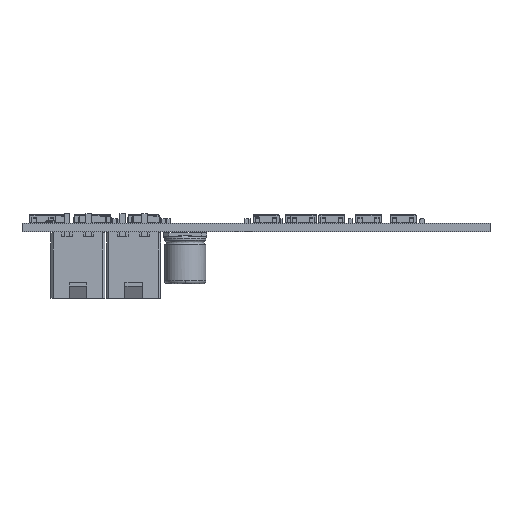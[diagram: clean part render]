
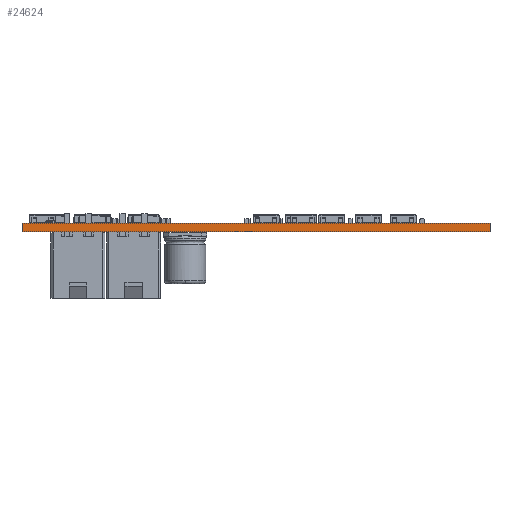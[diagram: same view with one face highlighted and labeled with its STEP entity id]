
A CAD part, left-side view. The second image highlights one B-rep face of the part: STEP entity #24624.
In plain terms, the highlighted planar face has unit normal (-1, 0, 0).
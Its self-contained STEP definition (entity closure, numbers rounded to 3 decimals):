
#23378 = PLANE('',#23379);
#23379 = AXIS2_PLACEMENT_3D('',#23380,#23381,#23382);
#23380 = CARTESIAN_POINT('',(-3.978,4.618,1.6));
#23381 = DIRECTION('',(0.,0.,1.));
#23382 = DIRECTION('',(1.,0.,0.));
#23406 = PLANE('',#23407);
#23407 = AXIS2_PLACEMENT_3D('',#23408,#23409,#23410);
#23408 = CARTESIAN_POINT('',(25.4,45.212,0.));
#23409 = DIRECTION('',(0.,-1.,0.));
#23410 = DIRECTION('',(-1.,0.,0.));
#23432 = PLANE('',#23433);
#23433 = AXIS2_PLACEMENT_3D('',#23434,#23435,#23436);
#23434 = CARTESIAN_POINT('',(-3.978,4.618,0.));
#23435 = DIRECTION('',(0.,0.,1.));
#23436 = DIRECTION('',(1.,0.,0.));
#23525 = VERTEX_POINT('',#23526);
#23526 = CARTESIAN_POINT('',(-25.4,45.212,1.6));
#23547 = EDGE_CURVE('',#23548,#23525,#23550,.T.);
#23548 = VERTEX_POINT('',#23549);
#23549 = CARTESIAN_POINT('',(-25.4,45.212,0.));
#23550 = SURFACE_CURVE('',#23551,(#23555,#23562),.PCURVE_S1.);
#23551 = LINE('',#23552,#23553);
#23552 = CARTESIAN_POINT('',(-25.4,45.212,0.));
#23553 = VECTOR('',#23554,1.);
#23554 = DIRECTION('',(0.,0.,1.));
#23555 = PCURVE('',#23406,#23556);
#23556 = DEFINITIONAL_REPRESENTATION('',(#23557),#23561);
#23557 = LINE('',#23558,#23559);
#23558 = CARTESIAN_POINT('',(50.8,0.));
#23559 = VECTOR('',#23560,1.);
#23560 = DIRECTION('',(0.,-1.));
#23561 = ( GEOMETRIC_REPRESENTATION_CONTEXT(2) 
PARAMETRIC_REPRESENTATION_CONTEXT() REPRESENTATION_CONTEXT('2D SPACE',''
  ) );
#23562 = PCURVE('',#23563,#23568);
#23563 = PLANE('',#23564);
#23564 = AXIS2_PLACEMENT_3D('',#23565,#23566,#23567);
#23565 = CARTESIAN_POINT('',(-25.4,45.212,0.));
#23566 = DIRECTION('',(1.,0.,0.));
#23567 = DIRECTION('',(0.,-1.,0.));
#23568 = DEFINITIONAL_REPRESENTATION('',(#23569),#23573);
#23569 = LINE('',#23570,#23571);
#23570 = CARTESIAN_POINT('',(0.,0.));
#23571 = VECTOR('',#23572,1.);
#23572 = DIRECTION('',(0.,-1.));
#23573 = ( GEOMETRIC_REPRESENTATION_CONTEXT(2) 
PARAMETRIC_REPRESENTATION_CONTEXT() REPRESENTATION_CONTEXT('2D SPACE',''
  ) );
#23601 = EDGE_CURVE('',#23548,#23602,#23604,.T.);
#23602 = VERTEX_POINT('',#23603);
#23603 = CARTESIAN_POINT('',(-25.4,-45.212,0.));
#23604 = SURFACE_CURVE('',#23605,(#23609,#23616),.PCURVE_S1.);
#23605 = LINE('',#23606,#23607);
#23606 = CARTESIAN_POINT('',(-25.4,45.212,0.));
#23607 = VECTOR('',#23608,1.);
#23608 = DIRECTION('',(0.,-1.,0.));
#23609 = PCURVE('',#23432,#23610);
#23610 = DEFINITIONAL_REPRESENTATION('',(#23611),#23615);
#23611 = LINE('',#23612,#23613);
#23612 = CARTESIAN_POINT('',(-21.422,40.594));
#23613 = VECTOR('',#23614,1.);
#23614 = DIRECTION('',(0.,-1.));
#23615 = ( GEOMETRIC_REPRESENTATION_CONTEXT(2) 
PARAMETRIC_REPRESENTATION_CONTEXT() REPRESENTATION_CONTEXT('2D SPACE',''
  ) );
#23616 = PCURVE('',#23563,#23617);
#23617 = DEFINITIONAL_REPRESENTATION('',(#23618),#23622);
#23618 = LINE('',#23619,#23620);
#23619 = CARTESIAN_POINT('',(0.,0.));
#23620 = VECTOR('',#23621,1.);
#23621 = DIRECTION('',(1.,0.));
#23622 = ( GEOMETRIC_REPRESENTATION_CONTEXT(2) 
PARAMETRIC_REPRESENTATION_CONTEXT() REPRESENTATION_CONTEXT('2D SPACE',''
  ) );
#23640 = PLANE('',#23641);
#23641 = AXIS2_PLACEMENT_3D('',#23642,#23643,#23644);
#23642 = CARTESIAN_POINT('',(-25.4,-45.212,0.));
#23643 = DIRECTION('',(0.,1.,0.));
#23644 = DIRECTION('',(1.,0.,0.));
#24142 = EDGE_CURVE('',#23525,#24143,#24145,.T.);
#24143 = VERTEX_POINT('',#24144);
#24144 = CARTESIAN_POINT('',(-25.4,-45.212,1.6));
#24145 = SURFACE_CURVE('',#24146,(#24150,#24157),.PCURVE_S1.);
#24146 = LINE('',#24147,#24148);
#24147 = CARTESIAN_POINT('',(-25.4,45.212,1.6));
#24148 = VECTOR('',#24149,1.);
#24149 = DIRECTION('',(0.,-1.,0.));
#24150 = PCURVE('',#23378,#24151);
#24151 = DEFINITIONAL_REPRESENTATION('',(#24152),#24156);
#24152 = LINE('',#24153,#24154);
#24153 = CARTESIAN_POINT('',(-21.422,40.594));
#24154 = VECTOR('',#24155,1.);
#24155 = DIRECTION('',(0.,-1.));
#24156 = ( GEOMETRIC_REPRESENTATION_CONTEXT(2) 
PARAMETRIC_REPRESENTATION_CONTEXT() REPRESENTATION_CONTEXT('2D SPACE',''
  ) );
#24157 = PCURVE('',#23563,#24158);
#24158 = DEFINITIONAL_REPRESENTATION('',(#24159),#24163);
#24159 = LINE('',#24160,#24161);
#24160 = CARTESIAN_POINT('',(0.,-1.6));
#24161 = VECTOR('',#24162,1.);
#24162 = DIRECTION('',(1.,0.));
#24163 = ( GEOMETRIC_REPRESENTATION_CONTEXT(2) 
PARAMETRIC_REPRESENTATION_CONTEXT() REPRESENTATION_CONTEXT('2D SPACE',''
  ) );
#24624 = ADVANCED_FACE('',(#24625),#23563,.F.);
#24625 = FACE_BOUND('',#24626,.F.);
#24626 = EDGE_LOOP('',(#24627,#24628,#24629,#24650));
#24627 = ORIENTED_EDGE('',*,*,#23547,.T.);
#24628 = ORIENTED_EDGE('',*,*,#24142,.T.);
#24629 = ORIENTED_EDGE('',*,*,#24630,.F.);
#24630 = EDGE_CURVE('',#23602,#24143,#24631,.T.);
#24631 = SURFACE_CURVE('',#24632,(#24636,#24643),.PCURVE_S1.);
#24632 = LINE('',#24633,#24634);
#24633 = CARTESIAN_POINT('',(-25.4,-45.212,0.));
#24634 = VECTOR('',#24635,1.);
#24635 = DIRECTION('',(0.,0.,1.));
#24636 = PCURVE('',#23563,#24637);
#24637 = DEFINITIONAL_REPRESENTATION('',(#24638),#24642);
#24638 = LINE('',#24639,#24640);
#24639 = CARTESIAN_POINT('',(90.424,0.));
#24640 = VECTOR('',#24641,1.);
#24641 = DIRECTION('',(0.,-1.));
#24642 = ( GEOMETRIC_REPRESENTATION_CONTEXT(2) 
PARAMETRIC_REPRESENTATION_CONTEXT() REPRESENTATION_CONTEXT('2D SPACE',''
  ) );
#24643 = PCURVE('',#23640,#24644);
#24644 = DEFINITIONAL_REPRESENTATION('',(#24645),#24649);
#24645 = LINE('',#24646,#24647);
#24646 = CARTESIAN_POINT('',(0.,0.));
#24647 = VECTOR('',#24648,1.);
#24648 = DIRECTION('',(0.,-1.));
#24649 = ( GEOMETRIC_REPRESENTATION_CONTEXT(2) 
PARAMETRIC_REPRESENTATION_CONTEXT() REPRESENTATION_CONTEXT('2D SPACE',''
  ) );
#24650 = ORIENTED_EDGE('',*,*,#23601,.F.);
